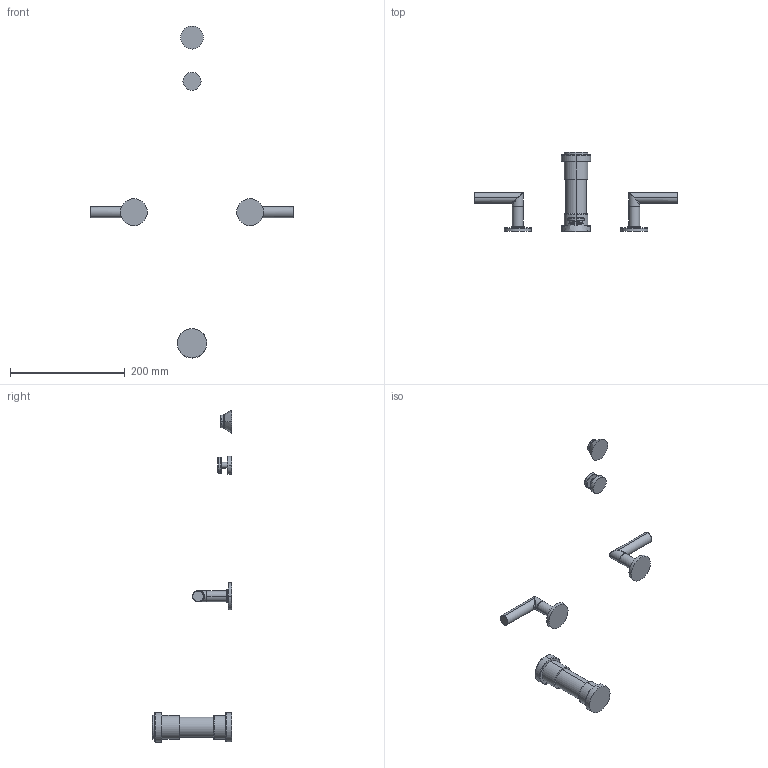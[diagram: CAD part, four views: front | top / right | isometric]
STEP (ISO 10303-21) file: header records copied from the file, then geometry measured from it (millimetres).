
FILE_DESCRIPTION((''),'2;1');
FILE_NAME('3109','2021-02-01T12:06:56',('jinson.thomas'),(''),'CREO PARAMETRIC BY PTC INC, 2018400','CREO PARAMETRIC BY PTC INC, 2018400','');
FILE_SCHEMA(('CONFIG_CONTROL_DESIGN'));
Length unit declared in the file: inch
Products named in the file (1): 3109
Bounding box: 355.6 x 138.3 x 579.12 mm (x, y, z)
Volume: 300316.7 mm3; surface area: 58204.2 mm2
Topology: 5 solids, 5 shells, 176 faces, 382 edges, 240 vertices
Faces by surface type: cylinder 68, plane 58, torus 28, bspline 12, cone 10
Entity records: 5660 total; most frequent: CARTESIAN_POINT 1648, DIRECTION 918, ORIENTED_EDGE 764, AXIS2_PLACEMENT_3D 388, EDGE_CURVE 382, VERTEX_POINT 240, CIRCLE 224, EDGE_LOOP 200
